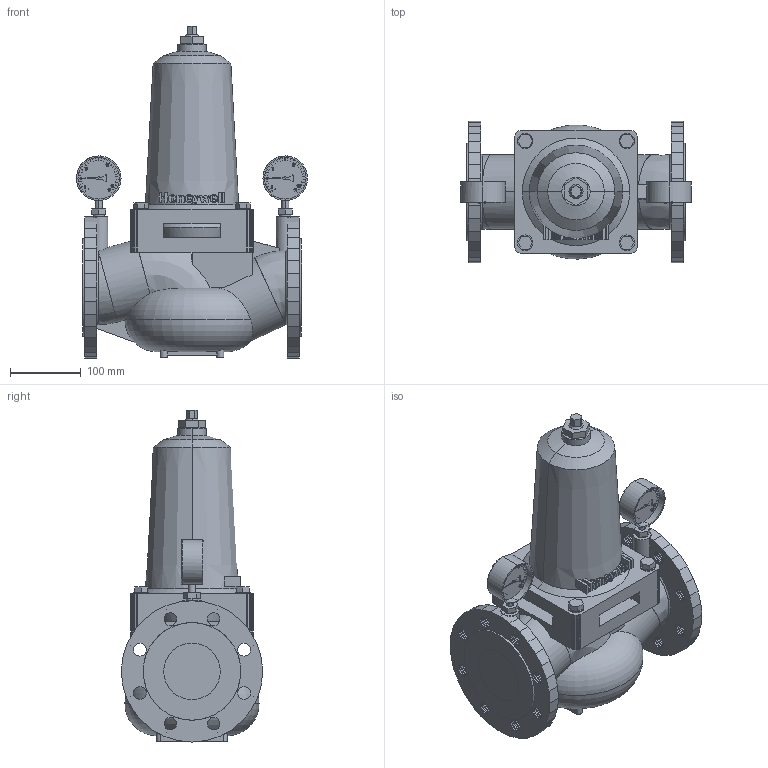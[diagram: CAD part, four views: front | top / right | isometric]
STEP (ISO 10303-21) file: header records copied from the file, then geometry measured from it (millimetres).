
FILE_DESCRIPTION(('no description'),'unknown implementation level');
FILE_NAME('HoneywellHome_D15S-80A_3D.stp',' ',('pit-cup GmbH'),('CADClick - KiM GmbH - www.kimweb.de'),'unknown preprocess','ACIS','unknown authorization');
FILE_SCHEMA(('automotive_design'));
Length unit declared in the file: millimetre
Products named in the file (92): 1; 2; 3; 4; 5; 6; 7; 8; 9; 10; 11; 12; 13; 14; 15; 16; 17; 18; 19; 20; 21; 22; 23; 24; 25; 26; 27; 28; 29; 30; 31; 32; 33; 34; 35; 36; 37; 38; 39; 40 ...
Bounding box: 327 x 200 x 470 mm (x, y, z)
Volume: 8894492.7 mm3; surface area: 586192 mm2
Topology: 92 solids, 95 shells, 2742 faces, 7706 edges, 5125 vertices
Faces by surface type: plane 2610, cylinder 84, bspline 18, cone 18, torus 12
Entity records: 184262 total; most frequent: CARTESIAN_POINT 24575, STYLED_ITEM 15665, PRESENTATION_STYLE_ASSIGNMENT 15665, COLOUR_RGB 15665, ORIENTED_EDGE 15412, DIRECTION 13883, EDGE_CURVE 7706, CURVE_STYLE 7706
